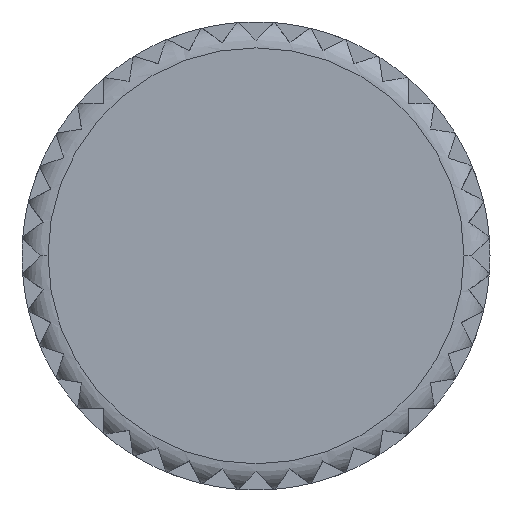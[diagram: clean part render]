
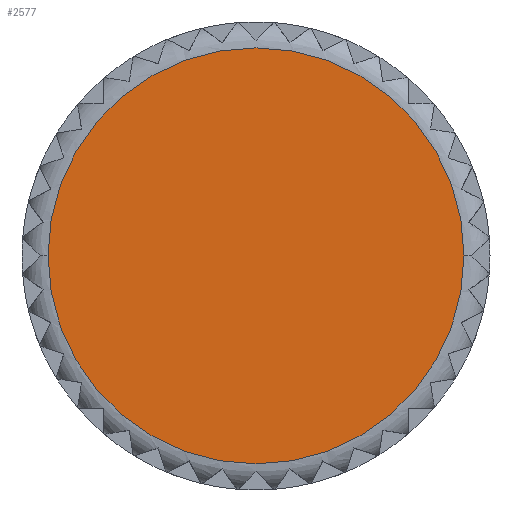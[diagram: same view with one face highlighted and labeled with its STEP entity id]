
A CAD part, top view. The second image highlights one B-rep face of the part: STEP entity #2577.
In plain terms, the highlighted planar face has unit normal (0, 0, 1).
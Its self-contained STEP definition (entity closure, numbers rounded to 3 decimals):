
#935=EDGE_CURVE('',#1447,#961,#2747,.T.);
#961=VERTEX_POINT('',#2775);
#1447=VERTEX_POINT('',#3303);
#2423=EDGE_CURVE('',#961,#1447,#4373,.T.);
#2577=ADVANCED_FACE('',(#4540),#4541,.T.);
#2747=CIRCLE('',#4718,8.0);
#2775=CARTESIAN_POINT('',(8.0,0.,23.0));
#3303=CARTESIAN_POINT('',(-8.0,0.,23.0));
#4373=CIRCLE('',#7996,8.0);
#4540=FACE_OUTER_BOUND('',#8301,.T.);
#4541=PLANE('',#8302);
#4718=AXIS2_PLACEMENT_3D('',#8649,#8650,#8651);
#7996=AXIS2_PLACEMENT_3D('',#10468,#10469,#10470);
#8301=EDGE_LOOP('',(#10636,#10637));
#8302=AXIS2_PLACEMENT_3D('',#10638,#10639,#10640);
#8649=CARTESIAN_POINT('',(0.0,0.,23.0));
#8650=DIRECTION('',(0.0,0.0,1.0));
#8651=DIRECTION('',(-1.0,0.,0.0));
#10468=CARTESIAN_POINT('',(0.0,0.,23.0));
#10469=DIRECTION('',(0.0,0.0,1.0));
#10470=DIRECTION('',(-1.0,0.,0.0));
#10636=ORIENTED_EDGE('',*,*,#935,.T.);
#10637=ORIENTED_EDGE('',*,*,#2423,.T.);
#10638=CARTESIAN_POINT('',(-4.0,0.,23.0));
#10639=DIRECTION('',(0.0,0.0,1.0));
#10640=DIRECTION('',(-1.0,0.,0.0));
